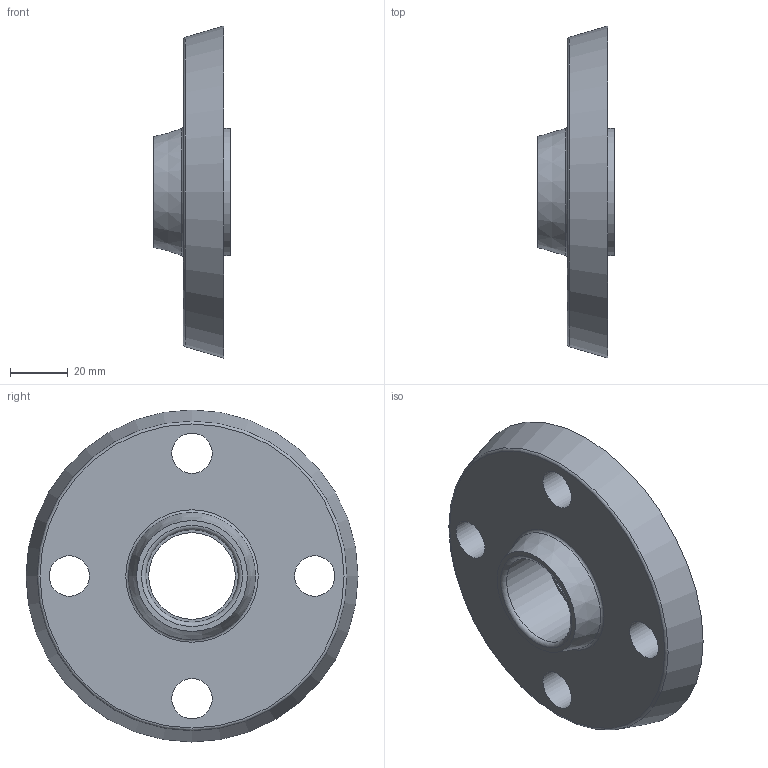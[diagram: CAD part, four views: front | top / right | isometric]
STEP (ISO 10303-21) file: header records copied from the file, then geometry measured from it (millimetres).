
FILE_DESCRIPTION(/* description */ (''),/* implementation_level */ '2;1');
FILE_NAME(/* name */ 'FF000320.stp',/* time_stamp */ '2016-10-25T10:03:58+02:00',/* author */ ('Gabriele'),/* organization */ (''),/* preprocessor_version */ 'ST-DEVELOPER v16.5',/* originating_system */ 'Autodesk Inventor 2017',/* authorisation */ '');
FILE_SCHEMA (('AUTOMOTIVE_DESIGN { 1 0 10303 214 3 1 1 }'));
Length unit declared in the file: millimetre
Products named in the file (1): FF000320
Bounding box: 26.5 x 115 x 115 mm (x, y, z)
Volume: 102187.9 mm3; surface area: 35680.8 mm2
Topology: 1 solids, 1 shells, 433 faces, 895 edges, 489 vertices
Faces by surface type: torus 167, cylinder 157, sphere 64, plane 43, cone 2
Full cylindrical faces by diameter (mm): 14 x4, 30 x1, 32 x2, 34 x1, 36 x1, 38 x1, 40 x1, 42 x1, 44 x1
Entity records: 11340 total; most frequent: DIRECTION 2414, CARTESIAN_POINT 1788, ORIENTED_EDGE 1738, AXIS2_PLACEMENT_3D 1111, EDGE_CURVE 869, CIRCLE 677, EDGE_LOOP 490, VERTEX_POINT 485
